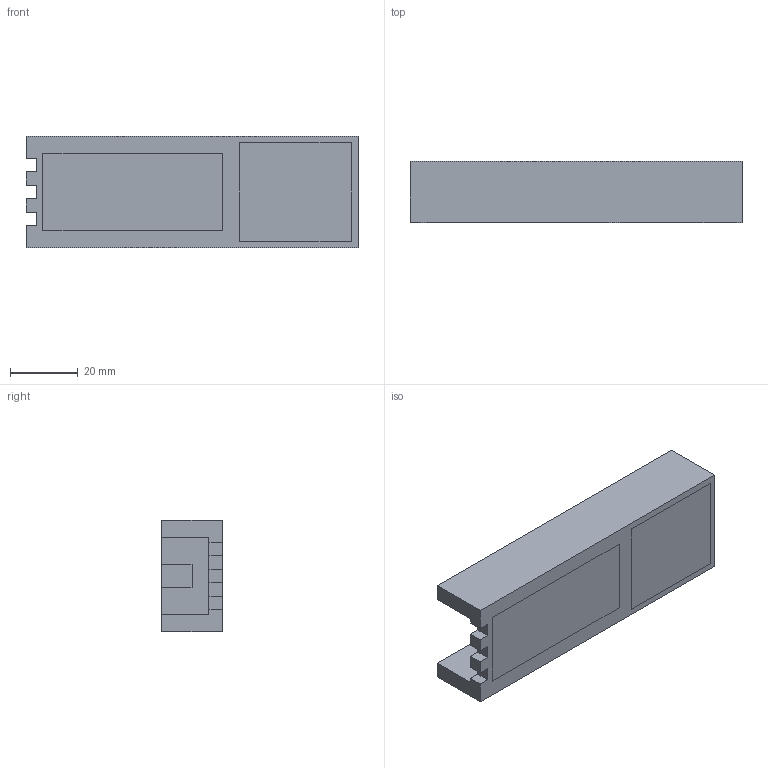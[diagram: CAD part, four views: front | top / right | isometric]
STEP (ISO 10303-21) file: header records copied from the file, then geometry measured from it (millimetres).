
FILE_DESCRIPTION(/* description */ (''),/* implementation_level */ '2;1');
FILE_NAME(/* name */ 'Pico and Battery case.step',/* time_stamp */ '2025-07-29T16:04:09-07:00',/* author */ (''),/* organization */ (''),/* preprocessor_version */ 'ST-DEVELOPER v20.1',/* originating_system */ 'Autodesk Translation Framework v14.10.0.0',/* authorisation */ '');
FILE_SCHEMA (('AUTOMOTIVE_DESIGN { 1 0 10303 214 3 1 1 }'));
Length unit declared in the file: millimetre
Products named in the file (2): 2025-07-25-12-31-20-817; 2025-07-25-19-19-00-598
Assembly tree (1 placements, depth 2):
  2025-07-25-12-31-20-817
    2025-07-25-19-19-00-598
Bounding box: 98 x 18 x 33 mm (x, y, z)
Volume: 21327 mm3; surface area: 16164 mm2
Topology: 3 solids, 3 shells, 42 faces, 114 edges, 76 vertices
Faces by surface type: plane 42
Entity records: 1357 total; most frequent: CARTESIAN_POINT 235, ORIENTED_EDGE 228, DIRECTION 204, LINE 114, VECTOR 114, EDGE_CURVE 114, VERTEX_POINT 76, AXIS2_PLACEMENT_3D 45
